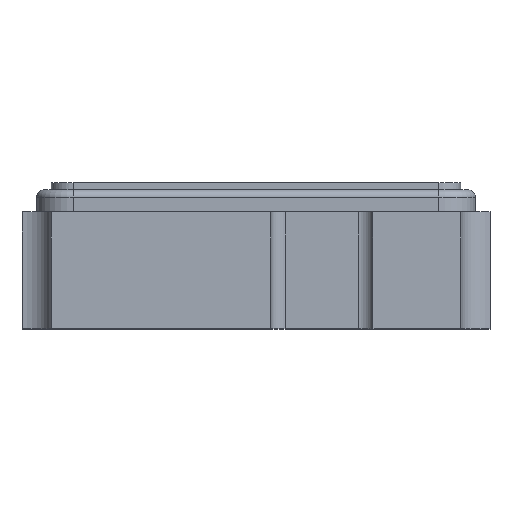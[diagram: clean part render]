
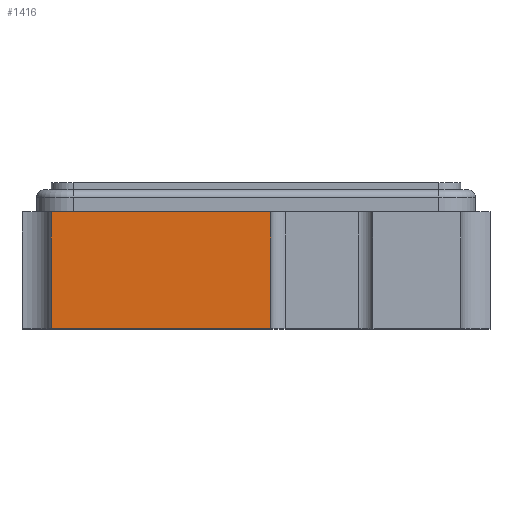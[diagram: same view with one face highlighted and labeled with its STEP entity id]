
A CAD part, top view. The second image highlights one B-rep face of the part: STEP entity #1416.
In plain terms, the highlighted planar face has unit normal (0, 0, 1).
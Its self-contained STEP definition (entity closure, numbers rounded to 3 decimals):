
#93 = LINE ( 'NONE', #776, #255 ) ;
#176 = VERTEX_POINT ( 'NONE', #1348 ) ;
#195 = CARTESIAN_POINT ( 'NONE',  ( -1.4, 0.8, 1.25 ) ) ;
#197 = ORIENTED_EDGE ( 'NONE', *, *, #671, .T. ) ;
#220 = AXIS2_PLACEMENT_3D ( 'NONE', #815, #1640, #624 ) ;
#231 = EDGE_CURVE ( 'NONE', #176, #1021, #93, .T. ) ;
#255 = VECTOR ( 'NONE', #1149, 1000. ) ;
#282 = CARTESIAN_POINT ( 'NONE',  ( 1.6, 0.8, 1.25 ) ) ;
#350 = VECTOR ( 'NONE', #1718, 1000. ) ;
#430 = VERTEX_POINT ( 'NONE', #195 ) ;
#484 = EDGE_CURVE ( 'NONE', #1021, #1018, #1363, .T. ) ;
#624 = DIRECTION ( 'NONE',  ( -1., 0., 0. ) ) ;
#671 = EDGE_CURVE ( 'NONE', #430, #176, #2688, .T. ) ;
#707 = EDGE_CURVE ( 'NONE', #430, #1018, #1699, .T. ) ;
#770 = ORIENTED_EDGE ( 'NONE', *, *, #707, .F. ) ;
#772 = ORIENTED_EDGE ( 'NONE', *, *, #231, .T. ) ;
#776 = CARTESIAN_POINT ( 'NONE',  ( 1.6, 0., 1.25 ) ) ;
#815 = CARTESIAN_POINT ( 'NONE',  ( 1.6, 0.8, 1.25 ) ) ;
#838 = DIRECTION ( 'NONE',  ( 0., 1., 0. ) ) ;
#1018 = VERTEX_POINT ( 'NONE', #2694 ) ;
#1021 = VERTEX_POINT ( 'NONE', #1427 ) ;
#1149 = DIRECTION ( 'NONE',  ( 1., 0., 0. ) ) ;
#1277 = CARTESIAN_POINT ( 'NONE',  ( 0.1, 0., 1.25 ) ) ;
#1286 = ORIENTED_EDGE ( 'NONE', *, *, #484, .T. ) ;
#1348 = CARTESIAN_POINT ( 'NONE',  ( -1.4, 0., 1.25 ) ) ;
#1363 = LINE ( 'NONE', #1277, #1506 ) ;
#1394 = FACE_OUTER_BOUND ( 'NONE', #1673, .T. ) ;
#1416 = ADVANCED_FACE ( 'NONE', ( #1394 ), #1455, .F. ) ;
#1427 = CARTESIAN_POINT ( 'NONE',  ( 0.1, 0., 1.25 ) ) ;
#1455 = PLANE ( 'NONE',  #220 ) ;
#1506 = VECTOR ( 'NONE', #838, 1000. ) ;
#1532 = CARTESIAN_POINT ( 'NONE',  ( -1.4, 0.8, 1.25 ) ) ;
#1552 = DIRECTION ( 'NONE',  ( 0., -1., 0. ) ) ;
#1640 = DIRECTION ( 'NONE',  ( 0., 0., -1. ) ) ;
#1673 = EDGE_LOOP ( 'NONE', ( #772, #1286, #770, #197 ) ) ;
#1699 = LINE ( 'NONE', #282, #350 ) ;
#1718 = DIRECTION ( 'NONE',  ( 1., 0., 0. ) ) ;
#2453 = VECTOR ( 'NONE', #1552, 1000. ) ;
#2688 = LINE ( 'NONE', #1532, #2453 ) ;
#2694 = CARTESIAN_POINT ( 'NONE',  ( 0.1, 0.8, 1.25 ) ) ;
